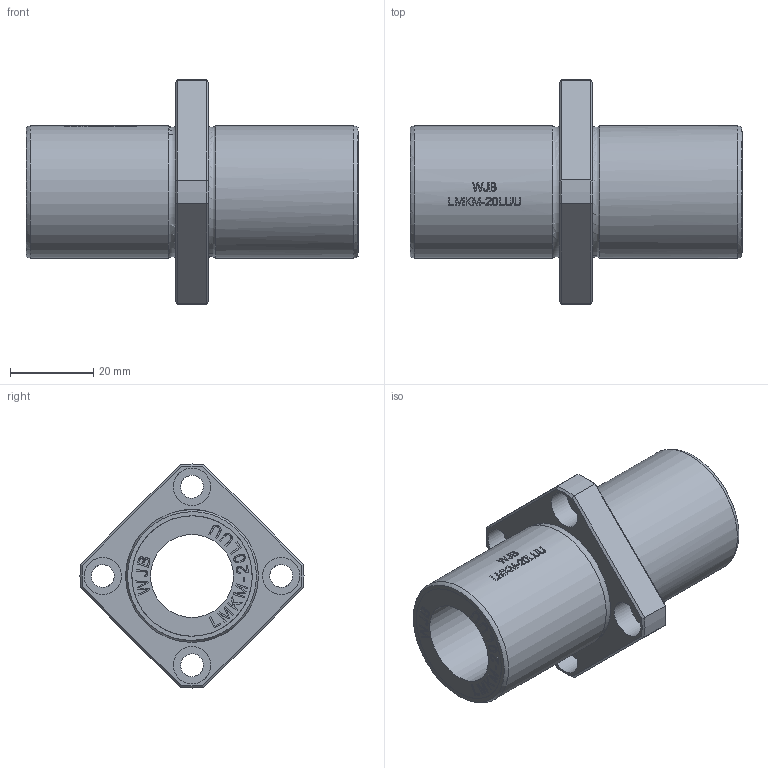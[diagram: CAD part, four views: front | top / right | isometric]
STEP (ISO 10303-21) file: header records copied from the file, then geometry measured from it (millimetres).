
FILE_DESCRIPTION(/* description */ (''),/* implementation_level */ '2;1');
FILE_NAME(/* name */ 'WJB-LMKM-20LUU.stp',/* time_stamp */ '2018-09-26T17:21:23+08:00',/* author */ (''),/* organization */ (''),/* preprocessor_version */ 'ST-DEVELOPER v11',/* originating_system */ 'SIEMENS UGS NX 6.0',/* authorisation */ '');
FILE_SCHEMA (('CONFIG_CONTROL_DESIGN'));
Length unit declared in the file: millimetre
Products named in the file (1): WJB-LMKM-20LUU
Bounding box: 80 x 54 x 54 mm (x, y, z)
Volume: 44774.7 mm3; surface area: 16919.8 mm2
Topology: 1 solids, 1 shells, 411 faces, 1074 edges, 721 vertices
Faces by surface type: plane 273, extrusion 93, cylinder 33, cone 8, torus 4
Full cylindrical faces by diameter (mm): 5.5 x4, 9 x4, 20 x1, 29 x2, 32 x2
Entity records: 16050 total; most frequent: CARTESIAN_POINT 6660, ORIENTED_EDGE 2114, DIRECTION 1425, EDGE_CURVE 1057, VERTEX_POINT 721, VECTOR 621, B_SPLINE_CURVE_WITH_KNOTS 539, LINE 528
